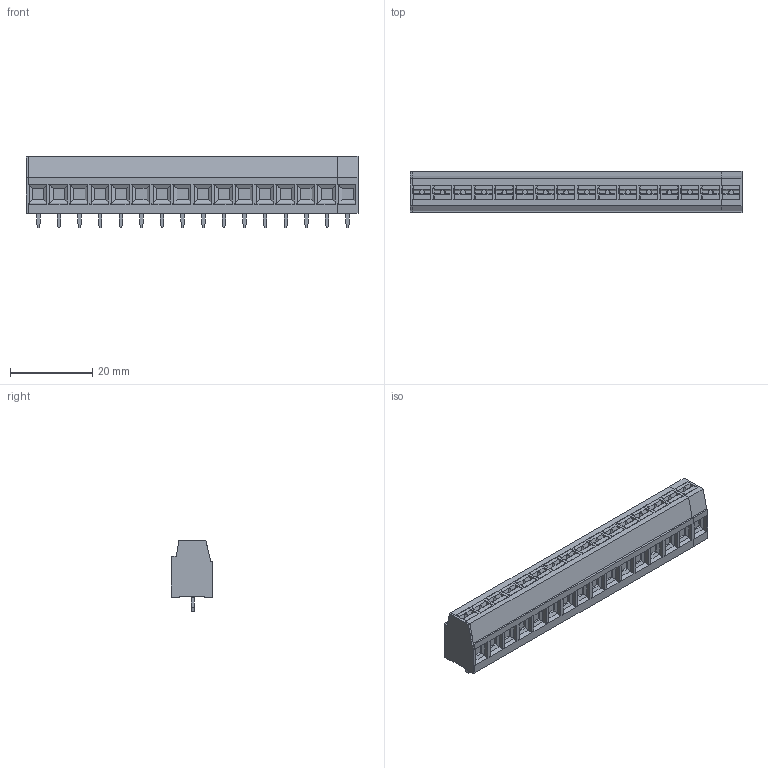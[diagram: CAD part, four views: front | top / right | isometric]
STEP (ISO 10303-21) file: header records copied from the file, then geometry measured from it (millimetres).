
FILE_DESCRIPTION(('CATIA V5 STEP Exchange','CAx-IF Rec.Pracs.--- Model Styling and Organization---1.4--- 2014-01-23'),'2;1');
FILE_NAME ('D1528856_0_2787480000_2787480000.stp','2022-04-27T12:46:24+00:00',('none'),('Weidmueller'),'CATIA Version 5-6 Release 2016 SP3 HF44','CATIA V5 STEP AP214','none');
FILE_SCHEMA(('AUTOMOTIVE_DESIGN { 1 0 10303 214 1 1 1 1 }'));
Length unit declared in the file: millimetre
Products named in the file (1): 2787480000
Bounding box: 80.5 x 10 x 17.3 mm (x, y, z)
Volume: 9535.4 mm3; surface area: 6574.4 mm2
Topology: 35 solids, 68 shells, 1688 faces, 4604 edges, 3084 vertices
Faces by surface type: plane 1565, cylinder 111, cone 12
Entity records: 49459 total; most frequent: CARTESIAN_POINT 10723, ORIENTED_EDGE 9208, DIRECTION 5917, EDGE_CURVE 4604, VECTOR 4131, LINE 4131, VERTEX_POINT 3084, EDGE_LOOP 1752
